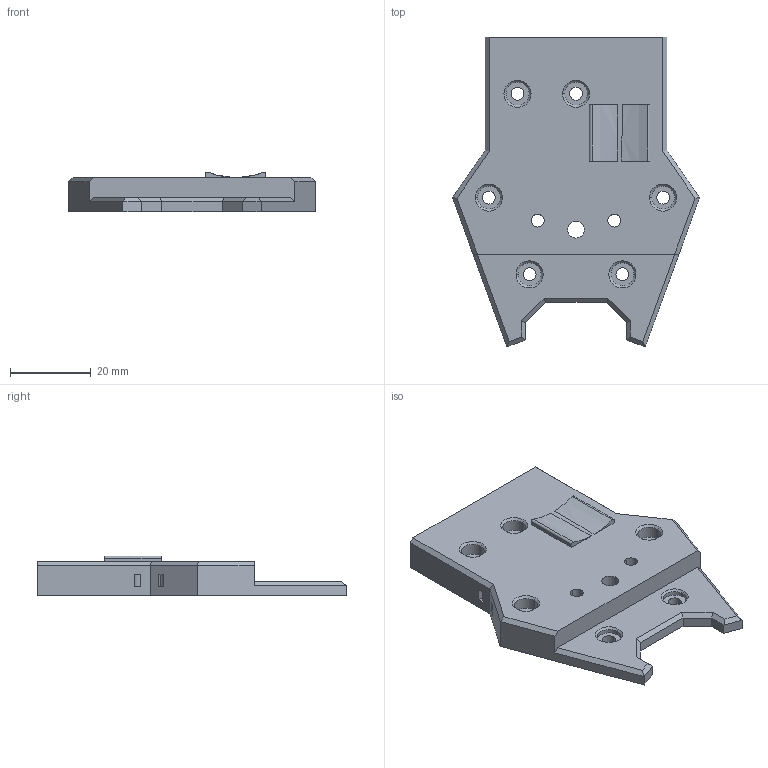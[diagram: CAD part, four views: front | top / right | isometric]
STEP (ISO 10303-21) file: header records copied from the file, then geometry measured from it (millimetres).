
FILE_DESCRIPTION(/* description */ ('STEP AP242','CAx-IF Rec.Pracs.---Representation and Presentation of Product Manufacturing Information (PMI)---4.0---2014-10-13','CAx-IF Rec.Pracs.---3D Tessellated Geometry---0.4---2014-09-14','2;1'),/* implementation_level */ '2;1');
FILE_NAME(/* name */ '6538591fcd1c704aa4252add',/* time_stamp */ '2023-10-24T23:54:07Z',/* author */ (''),/* organization */ (''),/* preprocessor_version */ 'ST-DEVELOPER v19.4',/* originating_system */ ' ',/* authorisation */ ' ');
FILE_SCHEMA (('AP242_MANAGED_MODEL_BASED_3D_ENGINEERING_MIM_LF { 1 0 10303 442 1 1 4 }'));
Length unit declared in the file: metre
Products named in the file (1): vzhex
Bounding box: 61.18 x 76.68 x 9.84 mm (x, y, z)
Volume: 24024 mm3; surface area: 9630 mm2
Topology: 1 solids, 1 shells, 109 faces, 275 edges, 178 vertices
Faces by surface type: plane 53, cylinder 44, cone 12
Entity records: 3361 total; most frequent: DIRECTION 605, CARTESIAN_POINT 563, ORIENTED_EDGE 550, EDGE_CURVE 275, AXIS2_PLACEMENT_3D 220, VERTEX_POINT 178, LINE 165, VECTOR 165
